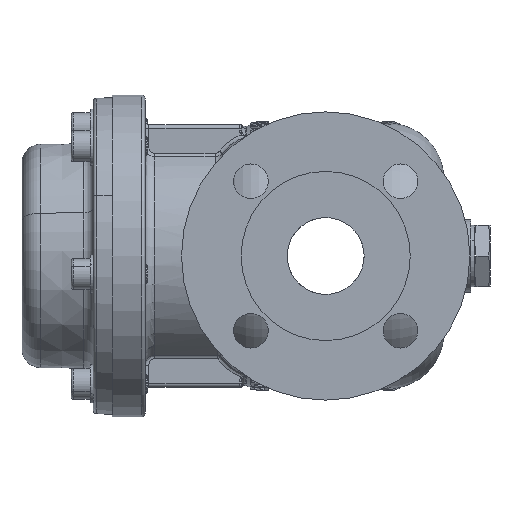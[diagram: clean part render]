
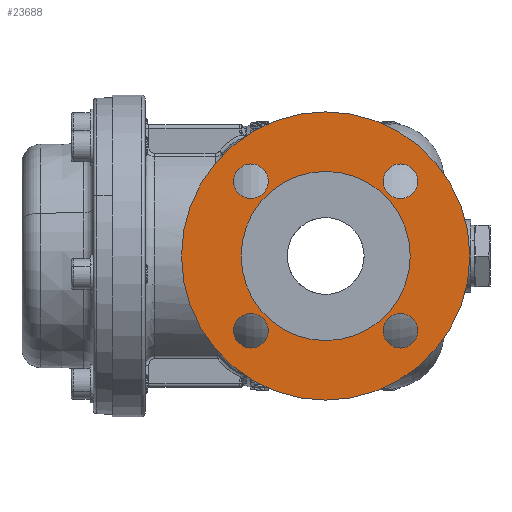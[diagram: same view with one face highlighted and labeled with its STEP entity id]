
A CAD part, left-side view. The second image highlights one B-rep face of the part: STEP entity #23688.
In plain terms, the highlighted planar face has unit normal (-1, 0, 0).
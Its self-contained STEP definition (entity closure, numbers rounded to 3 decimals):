
#116 = ORIENTED_EDGE ( 'NONE', *, *, #15294, .T. ) ;
#273 = DIRECTION ( 'NONE',  ( 1., 0., 0. ) ) ;
#368 = EDGE_CURVE ( 'NONE', #4259, #28184, #41860, .T. ) ;
#1172 = DIRECTION ( 'NONE',  ( 0., 0., 1. ) ) ;
#1599 = AXIS2_PLACEMENT_3D ( 'NONE', #35708, #18825, #47036 ) ;
#1859 = CARTESIAN_POINT ( 'NONE',  ( -102., 0., 0. ) ) ;
#2470 = DIRECTION ( 'NONE',  ( 0., 0., -1. ) ) ;
#2624 = VERTEX_POINT ( 'NONE', #32674 ) ;
#2638 = ORIENTED_EDGE ( 'NONE', *, *, #28407, .T. ) ;
#2645 = FACE_OUTER_BOUND ( 'NONE', #7056, .T. ) ;
#3140 = EDGE_CURVE ( 'NONE', #9340, #38618, #24906, .T. ) ;
#4085 = DIRECTION ( 'NONE',  ( 0., 0., -1. ) ) ;
#4243 = CARTESIAN_POINT ( 'NONE',  ( -102., -38.891, -38.891 ) ) ;
#4254 = DIRECTION ( 'NONE',  ( 1., 0., 0. ) ) ;
#4259 = VERTEX_POINT ( 'NONE', #44835 ) ;
#4446 = EDGE_CURVE ( 'NONE', #31255, #27018, #47920, .T. ) ;
#4461 = EDGE_CURVE ( 'NONE', #48173, #2624, #11382, .T. ) ;
#4515 = CARTESIAN_POINT ( 'NONE',  ( -102., -38.891, -38.891 ) ) ;
#4806 = DIRECTION ( 'NONE',  ( 1., 0., 0. ) ) ;
#5082 = EDGE_CURVE ( 'NONE', #22390, #38633, #40961, .T. ) ;
#5180 = FACE_BOUND ( 'NONE', #24916, .T. ) ;
#5755 = DIRECTION ( 'NONE',  ( 0., 0., -1. ) ) ;
#6279 = DIRECTION ( 'NONE',  ( -1., 0., 0. ) ) ;
#6368 = EDGE_LOOP ( 'NONE', ( #116, #41764 ) ) ;
#7056 = EDGE_LOOP ( 'NONE', ( #41122, #27186 ) ) ;
#7237 = DIRECTION ( 'NONE',  ( 1., 0., 0. ) ) ;
#7352 = EDGE_CURVE ( 'NONE', #38618, #9340, #24529, .T. ) ;
#7618 = DIRECTION ( 'NONE',  ( 0., 0., -1. ) ) ;
#7888 = CIRCLE ( 'NONE', #28229, 9. ) ;
#8904 = CARTESIAN_POINT ( 'NONE',  ( -102., -38.891, 38.891 ) ) ;
#9340 = VERTEX_POINT ( 'NONE', #31371 ) ;
#9957 = CARTESIAN_POINT ( 'NONE',  ( -102., -38.891, 38.891 ) ) ;
#11192 = CIRCLE ( 'NONE', #42045, 9. ) ;
#11208 = EDGE_CURVE ( 'NONE', #49510, #22684, #11192, .T. ) ;
#11382 = CIRCLE ( 'NONE', #51981, 9. ) ;
#12240 = DIRECTION ( 'NONE',  ( 1., 0., 0. ) ) ;
#13825 = ORIENTED_EDGE ( 'NONE', *, *, #42971, .T. ) ;
#14430 = EDGE_CURVE ( 'NONE', #28184, #4259, #39408, .T. ) ;
#15294 = EDGE_CURVE ( 'NONE', #38633, #22390, #7888, .T. ) ;
#16277 = CARTESIAN_POINT ( 'NONE',  ( -102., 38.891, -38.891 ) ) ;
#16447 = EDGE_LOOP ( 'NONE', ( #38055, #48088 ) ) ;
#17029 = CARTESIAN_POINT ( 'NONE',  ( -102., 38.891, -47.891 ) ) ;
#17404 = DIRECTION ( 'NONE',  ( 1., 0., 0. ) ) ;
#17597 = AXIS2_PLACEMENT_3D ( 'NONE', #27171, #51156, #2470 ) ;
#18191 = DIRECTION ( 'NONE',  ( 0., 0., -1. ) ) ;
#18441 = PLANE ( 'NONE',  #38462 ) ;
#18825 = DIRECTION ( 'NONE',  ( 1., 0., 0. ) ) ;
#18879 = AXIS2_PLACEMENT_3D ( 'NONE', #4515, #52306, #28674 ) ;
#18940 = CARTESIAN_POINT ( 'NONE',  ( -102., -38.891, 47.891 ) ) ;
#19385 = DIRECTION ( 'NONE',  ( 0., 0., -1. ) ) ;
#19715 = FACE_BOUND ( 'NONE', #42856, .T. ) ;
#20828 = AXIS2_PLACEMENT_3D ( 'NONE', #49660, #17404, #1172 ) ;
#22281 = DIRECTION ( 'NONE',  ( 1., 0., 0. ) ) ;
#22390 = VERTEX_POINT ( 'NONE', #22775 ) ;
#22684 = VERTEX_POINT ( 'NONE', #23241 ) ;
#22775 = CARTESIAN_POINT ( 'NONE',  ( -102., -38.891, 29.891 ) ) ;
#22964 = AXIS2_PLACEMENT_3D ( 'NONE', #8904, #4806, #37042 ) ;
#23241 = CARTESIAN_POINT ( 'NONE',  ( -102., -38.891, -47.891 ) ) ;
#23688 = ADVANCED_FACE ( 'NONE', ( #5180, #46807, #45531, #44274, #2645, #19715 ), #18441, .T. ) ;
#24099 = DIRECTION ( 'NONE',  ( 0., 0., 1. ) ) ;
#24225 = ORIENTED_EDGE ( 'NONE', *, *, #4461, .T. ) ;
#24410 = DIRECTION ( 'NONE',  ( 1., 0., 0. ) ) ;
#24529 = CIRCLE ( 'NONE', #17597, 44. ) ;
#24906 = CIRCLE ( 'NONE', #1599, 44. ) ;
#24916 = EDGE_LOOP ( 'NONE', ( #2638, #24225 ) ) ;
#25587 = CARTESIAN_POINT ( 'NONE',  ( -102., 0., -75. ) ) ;
#27018 = VERTEX_POINT ( 'NONE', #17029 ) ;
#27171 = CARTESIAN_POINT ( 'NONE',  ( -102., 0., 0. ) ) ;
#27186 = ORIENTED_EDGE ( 'NONE', *, *, #14430, .F. ) ;
#28184 = VERTEX_POINT ( 'NONE', #25587 ) ;
#28229 = AXIS2_PLACEMENT_3D ( 'NONE', #9957, #22281, #18191 ) ;
#28407 = EDGE_CURVE ( 'NONE', #2624, #48173, #29067, .T. ) ;
#28674 = DIRECTION ( 'NONE',  ( 0., 0., -1. ) ) ;
#29067 = CIRCLE ( 'NONE', #37843, 9. ) ;
#30988 = CARTESIAN_POINT ( 'NONE',  ( -102., 38.891, 38.891 ) ) ;
#31255 = VERTEX_POINT ( 'NONE', #33177 ) ;
#31371 = CARTESIAN_POINT ( 'NONE',  ( -102., 0., -44. ) ) ;
#32674 = CARTESIAN_POINT ( 'NONE',  ( -102., 38.891, 47.891 ) ) ;
#32756 = CARTESIAN_POINT ( 'NONE',  ( -102., -38.891, -29.891 ) ) ;
#32777 = DIRECTION ( 'NONE',  ( 0., 0., -1. ) ) ;
#33177 = CARTESIAN_POINT ( 'NONE',  ( -102., 38.891, -29.891 ) ) ;
#34098 = ORIENTED_EDGE ( 'NONE', *, *, #7352, .T. ) ;
#34112 = EDGE_LOOP ( 'NONE', ( #36250, #13825 ) ) ;
#34250 = CARTESIAN_POINT ( 'NONE',  ( -102., 0., 44. ) ) ;
#35422 = CARTESIAN_POINT ( 'NONE',  ( -102., 38.891, 29.891 ) ) ;
#35672 = CIRCLE ( 'NONE', #18879, 9. ) ;
#35708 = CARTESIAN_POINT ( 'NONE',  ( -102., 0., 0. ) ) ;
#36126 = DIRECTION ( 'NONE',  ( 1., 0., 0. ) ) ;
#36250 = ORIENTED_EDGE ( 'NONE', *, *, #11208, .T. ) ;
#36539 = AXIS2_PLACEMENT_3D ( 'NONE', #16277, #24410, #48720 ) ;
#36727 = CARTESIAN_POINT ( 'NONE',  ( -102., 0., 0. ) ) ;
#37042 = DIRECTION ( 'NONE',  ( 0., 0., -1. ) ) ;
#37843 = AXIS2_PLACEMENT_3D ( 'NONE', #30988, #7237, #19385 ) ;
#38055 = ORIENTED_EDGE ( 'NONE', *, *, #4446, .T. ) ;
#38462 = AXIS2_PLACEMENT_3D ( 'NONE', #1859, #6279, #5755 ) ;
#38618 = VERTEX_POINT ( 'NONE', #34250 ) ;
#38633 = VERTEX_POINT ( 'NONE', #18940 ) ;
#39408 = CIRCLE ( 'NONE', #20828, 75. ) ;
#40196 = CARTESIAN_POINT ( 'NONE',  ( -102., 38.891, 38.891 ) ) ;
#40961 = CIRCLE ( 'NONE', #22964, 9. ) ;
#41122 = ORIENTED_EDGE ( 'NONE', *, *, #368, .F. ) ;
#41764 = ORIENTED_EDGE ( 'NONE', *, *, #5082, .T. ) ;
#41860 = CIRCLE ( 'NONE', #51598, 75. ) ;
#42045 = AXIS2_PLACEMENT_3D ( 'NONE', #4243, #36126, #7618 ) ;
#42828 = AXIS2_PLACEMENT_3D ( 'NONE', #48697, #12240, #4085 ) ;
#42856 = EDGE_LOOP ( 'NONE', ( #34098, #52260 ) ) ;
#42971 = EDGE_CURVE ( 'NONE', #22684, #49510, #35672, .T. ) ;
#44274 = FACE_BOUND ( 'NONE', #16447, .T. ) ;
#44835 = CARTESIAN_POINT ( 'NONE',  ( -102., 0., 75. ) ) ;
#45531 = FACE_BOUND ( 'NONE', #34112, .T. ) ;
#46807 = FACE_BOUND ( 'NONE', #6368, .T. ) ;
#47036 = DIRECTION ( 'NONE',  ( 0., 0., -1. ) ) ;
#47920 = CIRCLE ( 'NONE', #42828, 9. ) ;
#48088 = ORIENTED_EDGE ( 'NONE', *, *, #50961, .T. ) ;
#48173 = VERTEX_POINT ( 'NONE', #35422 ) ;
#48697 = CARTESIAN_POINT ( 'NONE',  ( -102., 38.891, -38.891 ) ) ;
#48720 = DIRECTION ( 'NONE',  ( 0., 0., -1. ) ) ;
#49510 = VERTEX_POINT ( 'NONE', #32756 ) ;
#49660 = CARTESIAN_POINT ( 'NONE',  ( -102., 0., 0. ) ) ;
#50961 = EDGE_CURVE ( 'NONE', #27018, #31255, #51317, .T. ) ;
#51156 = DIRECTION ( 'NONE',  ( 1., 0., 0. ) ) ;
#51317 = CIRCLE ( 'NONE', #36539, 9. ) ;
#51598 = AXIS2_PLACEMENT_3D ( 'NONE', #36727, #273, #24099 ) ;
#51981 = AXIS2_PLACEMENT_3D ( 'NONE', #40196, #4254, #32777 ) ;
#52260 = ORIENTED_EDGE ( 'NONE', *, *, #3140, .T. ) ;
#52306 = DIRECTION ( 'NONE',  ( 1., 0., 0. ) ) ;
